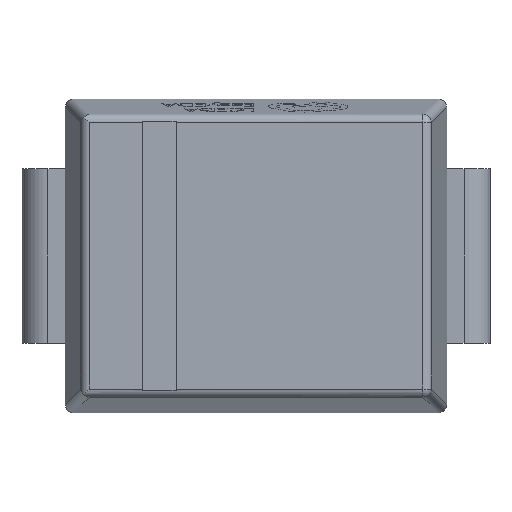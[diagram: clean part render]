
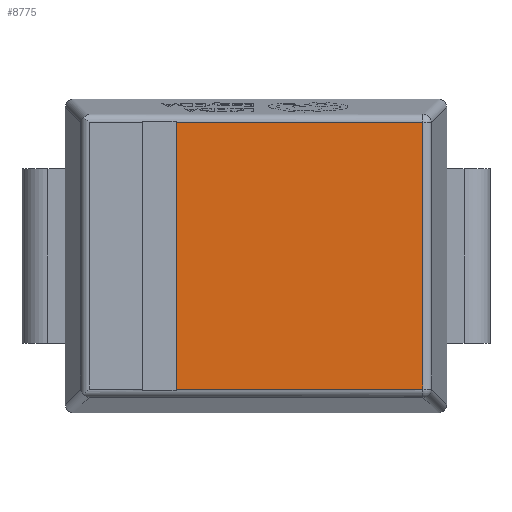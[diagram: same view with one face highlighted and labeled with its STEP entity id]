
A CAD part, top view. The second image highlights one B-rep face of the part: STEP entity #8775.
In plain terms, the highlighted planar face has unit normal (0, 0, 1).
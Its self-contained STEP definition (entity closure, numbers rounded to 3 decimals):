
#125 = CARTESIAN_POINT ( 'NONE',  ( -0.922, 1.537, 1.075 ) ) ;
#478 = DIRECTION ( 'NONE',  ( 0., 1., 0. ) ) ;
#558 = VECTOR ( 'NONE', #5295, 1000. ) ;
#1035 = EDGE_CURVE ( 'NONE', #11354, #5670, #5443, .T. ) ;
#1100 = ORIENTED_EDGE ( 'NONE', *, *, #1035, .T. ) ;
#1255 = LINE ( 'NONE', #4637, #7921 ) ;
#1331 = AXIS2_PLACEMENT_3D ( 'NONE', #7733, #11110, #12030 ) ;
#1344 = EDGE_CURVE ( 'NONE', #8320, #11354, #1255, .T. ) ;
#3283 = CARTESIAN_POINT ( 'NONE',  ( 2.01, -1.537, 1.075 ) ) ;
#3304 = DIRECTION ( 'NONE',  ( -1., 0., 0. ) ) ;
#3510 = ORIENTED_EDGE ( 'NONE', *, *, #9529, .T. ) ;
#4163 = CARTESIAN_POINT ( 'NONE',  ( 1.927, 1.537, 1.075 ) ) ;
#4637 = CARTESIAN_POINT ( 'NONE',  ( 1.927, 1.62, 1.075 ) ) ;
#4645 = FACE_OUTER_BOUND ( 'NONE', #7341, .T. ) ;
#4904 = CARTESIAN_POINT ( 'NONE',  ( -0.922, -1.537, 1.075 ) ) ;
#5295 = DIRECTION ( 'NONE',  ( 1., 0., 0. ) ) ;
#5443 = LINE ( 'NONE', #125, #10848 ) ;
#5670 = VERTEX_POINT ( 'NONE', #7422 ) ;
#7285 = EDGE_CURVE ( 'NONE', #10113, #5670, #13146, .T. ) ;
#7341 = EDGE_LOOP ( 'NONE', ( #11134, #3510, #10615, #1100 ) ) ;
#7422 = CARTESIAN_POINT ( 'NONE',  ( -0.922, 1.537, 1.075 ) ) ;
#7733 = CARTESIAN_POINT ( 'NONE',  ( 0., 0., 1.075 ) ) ;
#7921 = VECTOR ( 'NONE', #9864, 1000. ) ;
#8320 = VERTEX_POINT ( 'NONE', #10596 ) ;
#8367 = LINE ( 'NONE', #3283, #558 ) ;
#8775 = ADVANCED_FACE ( 'NONE', ( #4645 ), #9875, .T. ) ;
#9529 = EDGE_CURVE ( 'NONE', #10113, #8320, #8367, .T. ) ;
#9864 = DIRECTION ( 'NONE',  ( 0., 1., 0. ) ) ;
#9875 = PLANE ( 'NONE',  #1331 ) ;
#10113 = VERTEX_POINT ( 'NONE', #4904 ) ;
#10596 = CARTESIAN_POINT ( 'NONE',  ( 1.927, -1.537, 1.075 ) ) ;
#10615 = ORIENTED_EDGE ( 'NONE', *, *, #1344, .T. ) ;
#10848 = VECTOR ( 'NONE', #3304, 1000. ) ;
#11110 = DIRECTION ( 'NONE',  ( 0., 0., 1. ) ) ;
#11134 = ORIENTED_EDGE ( 'NONE', *, *, #7285, .F. ) ;
#11179 = VECTOR ( 'NONE', #478, 1000. ) ;
#11212 = CARTESIAN_POINT ( 'NONE',  ( -0.922, 0., 1.075 ) ) ;
#11354 = VERTEX_POINT ( 'NONE', #4163 ) ;
#12030 = DIRECTION ( 'NONE',  ( 1., 0., 0. ) ) ;
#13146 = LINE ( 'NONE', #11212, #11179 ) ;
